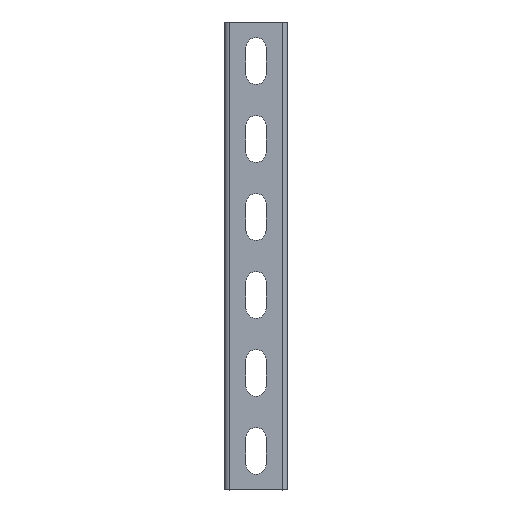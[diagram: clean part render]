
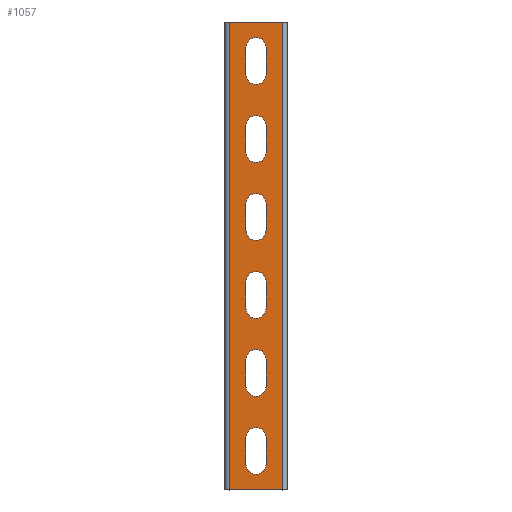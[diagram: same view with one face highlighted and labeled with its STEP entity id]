
A CAD part, top view. The second image highlights one B-rep face of the part: STEP entity #1057.
In plain terms, the highlighted planar face has unit normal (0, 0, 1).
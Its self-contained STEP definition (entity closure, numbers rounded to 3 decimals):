
#105=DIRECTION('',(0.,-1.,0.));
#106=VECTOR('',#105,300.);
#107=CARTESIAN_POINT('',(17.,150.,0.));
#108=LINE('',#107,#106);
#109=DIRECTION('',(0.,-1.,0.));
#110=VECTOR('',#109,300.);
#111=CARTESIAN_POINT('',(-17.,150.,0.));
#112=LINE('',#111,#110);
#113=DIRECTION('',(0.,1.,0.));
#114=VECTOR('',#113,17.);
#115=CARTESIAN_POINT('',(-6.5,116.5,0.));
#116=LINE('',#115,#114);
#117=CARTESIAN_POINT('',(0.,116.5,0.));
#118=DIRECTION('',(0.,0.,1.));
#119=DIRECTION('',(-1.,0.,0.));
#120=AXIS2_PLACEMENT_3D('',#117,#118,#119);
#122=DIRECTION('',(0.,-1.,0.));
#123=VECTOR('',#122,17.);
#124=CARTESIAN_POINT('',(6.5,133.5,0.));
#125=LINE('',#124,#123);
#126=CARTESIAN_POINT('',(0.,133.5,0.));
#127=DIRECTION('',(0.,0.,1.));
#128=DIRECTION('',(1.,0.,0.));
#129=AXIS2_PLACEMENT_3D('',#126,#127,#128);
#131=DIRECTION('',(0.,1.,0.));
#132=VECTOR('',#131,17.);
#133=CARTESIAN_POINT('',(-6.5,66.5,0.));
#134=LINE('',#133,#132);
#135=CARTESIAN_POINT('',(0.,66.5,0.));
#136=DIRECTION('',(0.,0.,1.));
#137=DIRECTION('',(-1.,0.,0.));
#138=AXIS2_PLACEMENT_3D('',#135,#136,#137);
#140=DIRECTION('',(0.,-1.,0.));
#141=VECTOR('',#140,17.);
#142=CARTESIAN_POINT('',(6.5,83.5,0.));
#143=LINE('',#142,#141);
#144=CARTESIAN_POINT('',(0.,83.5,0.));
#145=DIRECTION('',(0.,0.,1.));
#146=DIRECTION('',(1.,0.,0.));
#147=AXIS2_PLACEMENT_3D('',#144,#145,#146);
#149=DIRECTION('',(0.,1.,0.));
#150=VECTOR('',#149,17.);
#151=CARTESIAN_POINT('',(-6.5,16.5,0.));
#152=LINE('',#151,#150);
#153=CARTESIAN_POINT('',(0.,16.5,0.));
#154=DIRECTION('',(0.,0.,1.));
#155=DIRECTION('',(-1.,0.,0.));
#156=AXIS2_PLACEMENT_3D('',#153,#154,#155);
#158=DIRECTION('',(0.,-1.,0.));
#159=VECTOR('',#158,17.);
#160=CARTESIAN_POINT('',(6.5,33.5,0.));
#161=LINE('',#160,#159);
#162=CARTESIAN_POINT('',(0.,33.5,0.));
#163=DIRECTION('',(0.,0.,1.));
#164=DIRECTION('',(1.,0.,0.));
#165=AXIS2_PLACEMENT_3D('',#162,#163,#164);
#167=DIRECTION('',(0.,1.,0.));
#168=VECTOR('',#167,17.);
#169=CARTESIAN_POINT('',(-6.5,-33.5,0.));
#170=LINE('',#169,#168);
#171=CARTESIAN_POINT('',(0.,-33.5,0.));
#172=DIRECTION('',(0.,0.,1.));
#173=DIRECTION('',(-1.,0.,0.));
#174=AXIS2_PLACEMENT_3D('',#171,#172,#173);
#176=DIRECTION('',(0.,-1.,0.));
#177=VECTOR('',#176,17.);
#178=CARTESIAN_POINT('',(6.5,-16.5,0.));
#179=LINE('',#178,#177);
#180=CARTESIAN_POINT('',(0.,-16.5,0.));
#181=DIRECTION('',(0.,0.,1.));
#182=DIRECTION('',(1.,0.,0.));
#183=AXIS2_PLACEMENT_3D('',#180,#181,#182);
#185=DIRECTION('',(0.,1.,0.));
#186=VECTOR('',#185,17.);
#187=CARTESIAN_POINT('',(-6.5,-83.5,0.));
#188=LINE('',#187,#186);
#189=CARTESIAN_POINT('',(0.,-83.5,0.));
#190=DIRECTION('',(0.,0.,1.));
#191=DIRECTION('',(-1.,0.,0.));
#192=AXIS2_PLACEMENT_3D('',#189,#190,#191);
#194=DIRECTION('',(0.,-1.,0.));
#195=VECTOR('',#194,17.);
#196=CARTESIAN_POINT('',(6.5,-66.5,0.));
#197=LINE('',#196,#195);
#198=CARTESIAN_POINT('',(0.,-66.5,0.));
#199=DIRECTION('',(0.,0.,1.));
#200=DIRECTION('',(1.,0.,0.));
#201=AXIS2_PLACEMENT_3D('',#198,#199,#200);
#203=DIRECTION('',(0.,1.,0.));
#204=VECTOR('',#203,17.);
#205=CARTESIAN_POINT('',(-6.5,-133.5,0.));
#206=LINE('',#205,#204);
#207=CARTESIAN_POINT('',(0.,-133.5,0.));
#208=DIRECTION('',(0.,0.,1.));
#209=DIRECTION('',(-1.,0.,0.));
#210=AXIS2_PLACEMENT_3D('',#207,#208,#209);
#212=DIRECTION('',(0.,-1.,0.));
#213=VECTOR('',#212,17.);
#214=CARTESIAN_POINT('',(6.5,-116.5,0.));
#215=LINE('',#214,#213);
#216=CARTESIAN_POINT('',(0.,-116.5,0.));
#217=DIRECTION('',(0.,0.,1.));
#218=DIRECTION('',(1.,0.,0.));
#219=AXIS2_PLACEMENT_3D('',#216,#217,#218);
#229=DIRECTION('',(1.,0.,0.));
#230=VECTOR('',#229,34.);
#231=CARTESIAN_POINT('',(-17.,-150.,0.));
#232=LINE('',#231,#230);
#371=DIRECTION('',(1.,0.,0.));
#372=VECTOR('',#371,34.);
#373=CARTESIAN_POINT('',(-17.,150.,0.));
#374=LINE('',#373,#372);
#657=CARTESIAN_POINT('',(17.,150.,0.));
#658=CARTESIAN_POINT('',(17.,-150.,0.));
#659=VERTEX_POINT('',#657);
#660=VERTEX_POINT('',#658);
#669=CARTESIAN_POINT('',(-17.,150.,0.));
#670=CARTESIAN_POINT('',(-17.,-150.,0.));
#671=VERTEX_POINT('',#669);
#672=VERTEX_POINT('',#670);
#713=CARTESIAN_POINT('',(-6.5,116.5,0.));
#714=CARTESIAN_POINT('',(-6.5,133.5,0.));
#715=VERTEX_POINT('',#713);
#716=VERTEX_POINT('',#714);
#717=CARTESIAN_POINT('',(6.5,133.5,0.));
#718=VERTEX_POINT('',#717);
#719=CARTESIAN_POINT('',(6.5,116.5,0.));
#720=VERTEX_POINT('',#719);
#729=CARTESIAN_POINT('',(-6.5,66.5,0.));
#730=CARTESIAN_POINT('',(-6.5,83.5,0.));
#731=VERTEX_POINT('',#729);
#732=VERTEX_POINT('',#730);
#733=CARTESIAN_POINT('',(6.5,83.5,0.));
#734=VERTEX_POINT('',#733);
#735=CARTESIAN_POINT('',(6.5,66.5,0.));
#736=VERTEX_POINT('',#735);
#745=CARTESIAN_POINT('',(-6.5,16.5,0.));
#746=CARTESIAN_POINT('',(-6.5,33.5,0.));
#747=VERTEX_POINT('',#745);
#748=VERTEX_POINT('',#746);
#749=CARTESIAN_POINT('',(6.5,33.5,0.));
#750=VERTEX_POINT('',#749);
#751=CARTESIAN_POINT('',(6.5,16.5,0.));
#752=VERTEX_POINT('',#751);
#761=CARTESIAN_POINT('',(-6.5,-33.5,0.));
#762=CARTESIAN_POINT('',(-6.5,-16.5,0.));
#763=VERTEX_POINT('',#761);
#764=VERTEX_POINT('',#762);
#765=CARTESIAN_POINT('',(6.5,-16.5,0.));
#766=VERTEX_POINT('',#765);
#767=CARTESIAN_POINT('',(6.5,-33.5,0.));
#768=VERTEX_POINT('',#767);
#777=CARTESIAN_POINT('',(-6.5,-83.5,0.));
#778=CARTESIAN_POINT('',(-6.5,-66.5,0.));
#779=VERTEX_POINT('',#777);
#780=VERTEX_POINT('',#778);
#781=CARTESIAN_POINT('',(6.5,-66.5,0.));
#782=VERTEX_POINT('',#781);
#783=CARTESIAN_POINT('',(6.5,-83.5,0.));
#784=VERTEX_POINT('',#783);
#793=CARTESIAN_POINT('',(-6.5,-133.5,0.));
#794=CARTESIAN_POINT('',(-6.5,-116.5,0.));
#795=VERTEX_POINT('',#793);
#796=VERTEX_POINT('',#794);
#797=CARTESIAN_POINT('',(6.5,-116.5,0.));
#798=VERTEX_POINT('',#797);
#799=CARTESIAN_POINT('',(6.5,-133.5,0.));
#800=VERTEX_POINT('',#799);
#983=CARTESIAN_POINT('',(-20.,-150.,0.));
#984=DIRECTION('',(0.,0.,1.));
#985=DIRECTION('',(1.,0.,0.));
#986=AXIS2_PLACEMENT_3D('',#983,#984,#985);
#987=PLANE('',#986);
#988=ORIENTED_EDGE('',*,*,#974,.T.);
#990=ORIENTED_EDGE('',*,*,#989,.F.);
#992=ORIENTED_EDGE('',*,*,#991,.F.);
#994=ORIENTED_EDGE('',*,*,#993,.T.);
#995=EDGE_LOOP('',(#988,#990,#992,#994));
#996=FACE_OUTER_BOUND('',#995,.F.);
#998=ORIENTED_EDGE('',*,*,#997,.F.);
#1000=ORIENTED_EDGE('',*,*,#999,.T.);
#1002=ORIENTED_EDGE('',*,*,#1001,.F.);
#1004=ORIENTED_EDGE('',*,*,#1003,.T.);
#1005=EDGE_LOOP('',(#998,#1000,#1002,#1004));
#1006=FACE_BOUND('',#1005,.F.);
#1008=ORIENTED_EDGE('',*,*,#1007,.F.);
#1010=ORIENTED_EDGE('',*,*,#1009,.T.);
#1012=ORIENTED_EDGE('',*,*,#1011,.F.);
#1014=ORIENTED_EDGE('',*,*,#1013,.T.);
#1015=EDGE_LOOP('',(#1008,#1010,#1012,#1014));
#1016=FACE_BOUND('',#1015,.F.);
#1018=ORIENTED_EDGE('',*,*,#1017,.F.);
#1020=ORIENTED_EDGE('',*,*,#1019,.T.);
#1022=ORIENTED_EDGE('',*,*,#1021,.F.);
#1024=ORIENTED_EDGE('',*,*,#1023,.T.);
#1025=EDGE_LOOP('',(#1018,#1020,#1022,#1024));
#1026=FACE_BOUND('',#1025,.F.);
#1028=ORIENTED_EDGE('',*,*,#1027,.F.);
#1030=ORIENTED_EDGE('',*,*,#1029,.T.);
#1032=ORIENTED_EDGE('',*,*,#1031,.F.);
#1034=ORIENTED_EDGE('',*,*,#1033,.T.);
#1035=EDGE_LOOP('',(#1028,#1030,#1032,#1034));
#1036=FACE_BOUND('',#1035,.F.);
#1038=ORIENTED_EDGE('',*,*,#1037,.F.);
#1040=ORIENTED_EDGE('',*,*,#1039,.T.);
#1042=ORIENTED_EDGE('',*,*,#1041,.F.);
#1044=ORIENTED_EDGE('',*,*,#1043,.T.);
#1045=EDGE_LOOP('',(#1038,#1040,#1042,#1044));
#1046=FACE_BOUND('',#1045,.F.);
#1048=ORIENTED_EDGE('',*,*,#1047,.F.);
#1050=ORIENTED_EDGE('',*,*,#1049,.T.);
#1052=ORIENTED_EDGE('',*,*,#1051,.F.);
#1054=ORIENTED_EDGE('',*,*,#1053,.T.);
#1055=EDGE_LOOP('',(#1048,#1050,#1052,#1054));
#1056=FACE_BOUND('',#1055,.F.);
#1057=ADVANCED_FACE('',(#996,#1006,#1016,#1026,#1036,#1046,#1056),#987,.T.);
#121=CIRCLE('',#120,6.5);
#130=CIRCLE('',#129,6.5);
#139=CIRCLE('',#138,6.5);
#148=CIRCLE('',#147,6.5);
#157=CIRCLE('',#156,6.5);
#166=CIRCLE('',#165,6.5);
#175=CIRCLE('',#174,6.5);
#184=CIRCLE('',#183,6.5);
#193=CIRCLE('',#192,6.5);
#202=CIRCLE('',#201,6.5);
#211=CIRCLE('',#210,6.5);
#220=CIRCLE('',#219,6.5);
#974=EDGE_CURVE('',#659,#660,#108,.T.);
#989=EDGE_CURVE('',#672,#660,#232,.T.);
#991=EDGE_CURVE('',#671,#672,#112,.T.);
#993=EDGE_CURVE('',#671,#659,#374,.T.);
#997=EDGE_CURVE('',#715,#716,#116,.T.);
#999=EDGE_CURVE('',#715,#720,#121,.T.);
#1001=EDGE_CURVE('',#718,#720,#125,.T.);
#1003=EDGE_CURVE('',#718,#716,#130,.T.);
#1007=EDGE_CURVE('',#731,#732,#134,.T.);
#1009=EDGE_CURVE('',#731,#736,#139,.T.);
#1011=EDGE_CURVE('',#734,#736,#143,.T.);
#1013=EDGE_CURVE('',#734,#732,#148,.T.);
#1017=EDGE_CURVE('',#747,#748,#152,.T.);
#1019=EDGE_CURVE('',#747,#752,#157,.T.);
#1021=EDGE_CURVE('',#750,#752,#161,.T.);
#1023=EDGE_CURVE('',#750,#748,#166,.T.);
#1027=EDGE_CURVE('',#763,#764,#170,.T.);
#1029=EDGE_CURVE('',#763,#768,#175,.T.);
#1031=EDGE_CURVE('',#766,#768,#179,.T.);
#1033=EDGE_CURVE('',#766,#764,#184,.T.);
#1037=EDGE_CURVE('',#779,#780,#188,.T.);
#1039=EDGE_CURVE('',#779,#784,#193,.T.);
#1041=EDGE_CURVE('',#782,#784,#197,.T.);
#1043=EDGE_CURVE('',#782,#780,#202,.T.);
#1047=EDGE_CURVE('',#795,#796,#206,.T.);
#1049=EDGE_CURVE('',#795,#800,#211,.T.);
#1051=EDGE_CURVE('',#798,#800,#215,.T.);
#1053=EDGE_CURVE('',#798,#796,#220,.T.);
